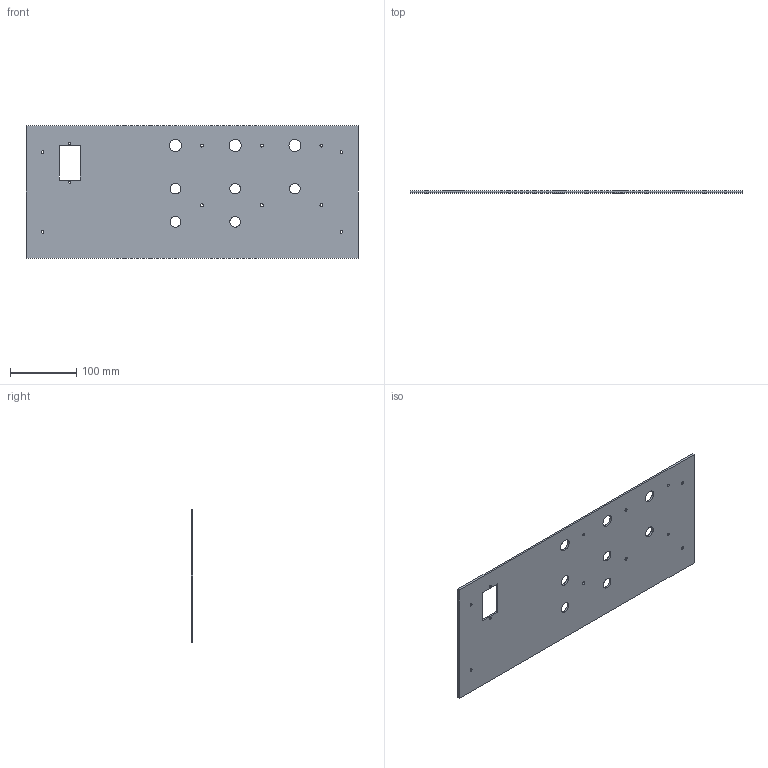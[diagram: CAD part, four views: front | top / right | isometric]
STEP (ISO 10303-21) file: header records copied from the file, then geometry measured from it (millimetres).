
FILE_DESCRIPTION(/* description */ (''),/* implementation_level */ '2;1');
FILE_NAME(/* name */ 'Control box rear.step',/* time_stamp */ '2020-04-14T22:49:17+01:00',/* author */ (''),/* organization */ (''),/* preprocessor_version */ 'ST-DEVELOPER v18.1',/* originating_system */ 'Autodesk Translation Framework v9.2.0.1227',/* authorisation */ '');
FILE_SCHEMA (('AUTOMOTIVE_DESIGN { 1 0 10303 214 3 1 1 }'));
Length unit declared in the file: millimetre
Products named in the file (1): Control box rear
Bounding box: 500 x 3 x 200 mm (x, y, z)
Volume: 289207 mm3; surface area: 199242.9 mm2
Topology: 1 solids, 1 shells, 30 faces, 84 edges, 56 vertices
Faces by surface type: cylinder 20, plane 10
Full cylindrical faces by diameter (mm): 3.5 x2, 4 x4, 4.5 x6, 16 x5, 18 x3
Entity records: 1112 total; most frequent: DIRECTION 186, CARTESIAN_POINT 171, ORIENTED_EDGE 168, EDGE_CURVE 84, EDGE_LOOP 72, AXIS2_PLACEMENT_3D 71, VERTEX_POINT 56, LINE 44
